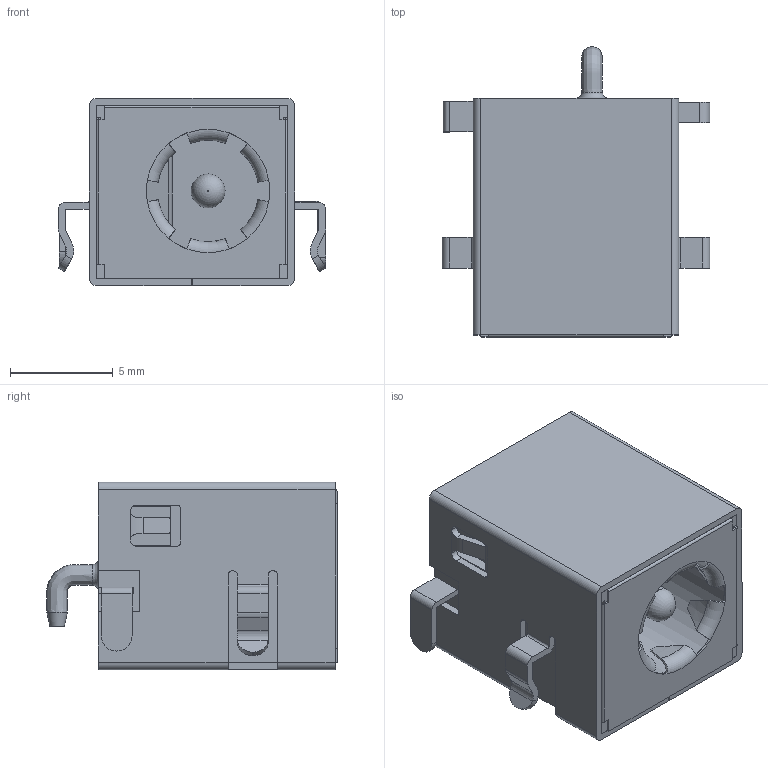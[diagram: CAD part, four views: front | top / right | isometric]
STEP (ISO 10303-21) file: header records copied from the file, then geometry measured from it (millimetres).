
FILE_DESCRIPTION(/* description */ ('Unknown'),/* implementation_level */ '2;1');
FILE_NAME(/* name */ '694105309102',/* time_stamp */ '2025-08-26T11:00:25+02:00',/* author */ ('Unknown'),/* organization */ ('Unknown'),/* preprocessor_version */ 'ST-DEVELOPER v19.4',/* originating_system */ 'Solid Edge',/* authorisation */ 'Unknown');
FILE_SCHEMA (('AUTOMOTIVE_DESIGN {1 0 10303 214 3 1 1}'));
Length unit declared in the file: millimetre
Products named in the file (8): 694105309102; 694105309102_PinCon; 694105309102_Shielding; 694105309102_Locker; 694105309102_Lame; 694105309102_Cache
Assembly tree (7 placements, depth 2):
  694105309102
    694105309102
    694105309102_PinCon
    694105309102_Shielding
    694105309102_Locker
    694105309102
    694105309102_Lame
    694105309102_Cache
Bounding box: 13 x 14.11 x 9.1 mm (x, y, z)
Volume: 735 mm3; surface area: 2419.3 mm2
Topology: 7 solids, 7 shells, 501 faces, 1414 edges, 926 vertices
Faces by surface type: plane 319, cylinder 139, torus 24, cone 12, bspline 7
Full cylindrical faces by diameter (mm): 1.65 x2, 1.7 x1, 6 x1
Entity records: 17001 total; most frequent: CARTESIAN_POINT 3648, ORIENTED_EDGE 2800, DIRECTION 2715, EDGE_CURVE 1400, LINE 969, VECTOR 969, VERTEX_POINT 923, AXIS2_PLACEMENT_3D 873
